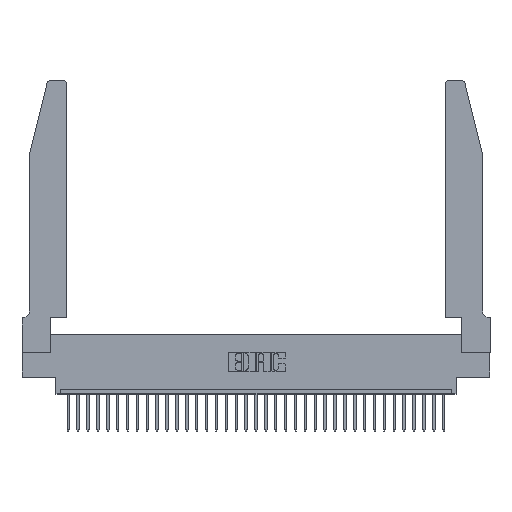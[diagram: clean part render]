
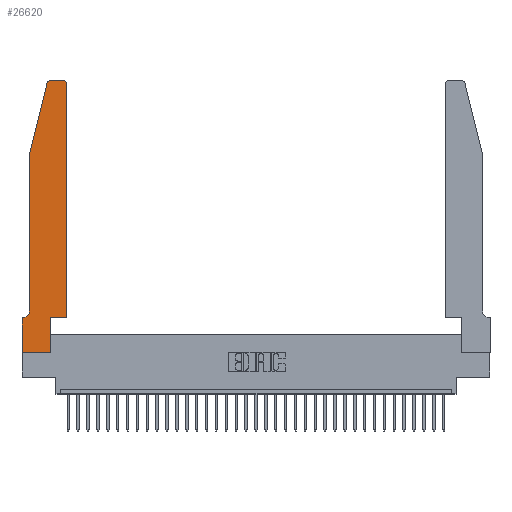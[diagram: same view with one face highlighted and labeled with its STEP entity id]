
A CAD part, top view. The second image highlights one B-rep face of the part: STEP entity #26620.
In plain terms, the highlighted planar face has unit normal (0, 0, 1).
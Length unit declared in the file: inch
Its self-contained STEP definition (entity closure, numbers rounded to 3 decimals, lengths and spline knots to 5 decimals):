
#173 = AXIS2_PLACEMENT_3D ( 'NONE', #966, #30726, #14708 ) ;
#201 = VERTEX_POINT ( 'NONE', #7607 ) ;
#456 = LINE ( 'NONE', #6161, #31465 ) ;
#598 = CARTESIAN_POINT ( 'NONE',  ( 0.0755, 2., 0.37 ) ) ;
#904 = DIRECTION ( 'NONE',  ( 0., 0., -1. ) ) ;
#966 = CARTESIAN_POINT ( 'NONE',  ( 0.4205, 2.72, 0.37 ) ) ;
#1302 = DIRECTION ( 'NONE',  ( 0., 0., 1. ) ) ;
#1627 = ORIENTED_EDGE ( 'NONE', *, *, #12395, .T. ) ;
#2205 = AXIS2_PLACEMENT_3D ( 'NONE', #25099, #1302, #25947 ) ;
#2271 = VERTEX_POINT ( 'NONE', #34256 ) ;
#2454 = EDGE_CURVE ( 'NONE', #19769, #14887, #4591, .T. ) ;
#3317 = DIRECTION ( 'NONE',  ( -1., 0., 0. ) ) ;
#3668 = EDGE_CURVE ( 'NONE', #201, #19769, #18456, .T. ) ;
#3669 = CARTESIAN_POINT ( 'NONE',  ( 0.4205, 2.75, 0.37 ) ) ;
#3706 = CARTESIAN_POINT ( 'NONE',  ( 0., 0.35, 0.37 ) ) ;
#3894 = DIRECTION ( 'NONE',  ( -1., 0., 0. ) ) ;
#3962 = LINE ( 'NONE', #25034, #34127 ) ;
#4591 = CIRCLE ( 'NONE', #33165, 0.07 ) ;
#5080 = LINE ( 'NONE', #22134, #13769 ) ;
#5482 = CARTESIAN_POINT ( 'NONE',  ( 0.0055, 0.35, 0.37 ) ) ;
#6061 = ORIENTED_EDGE ( 'NONE', *, *, #3668, .T. ) ;
#6161 = CARTESIAN_POINT ( 'NONE',  ( 0.0755, 0.35, 0.37 ) ) ;
#6586 = CARTESIAN_POINT ( 'NONE',  ( 0., 0.35, 0.37 ) ) ;
#6759 = CARTESIAN_POINT ( 'NONE',  ( 0.284, 2.75, 0.37 ) ) ;
#7607 = CARTESIAN_POINT ( 'NONE',  ( 0.0755, 2., 0.37 ) ) ;
#8439 = DIRECTION ( 'NONE',  ( 0., 1., 0. ) ) ;
#8575 = ORIENTED_EDGE ( 'NONE', *, *, #28879, .T. ) ;
#9702 = VECTOR ( 'NONE', #30370, 39.37008 ) ;
#10726 = VERTEX_POINT ( 'NONE', #11258 ) ;
#11258 = CARTESIAN_POINT ( 'NONE',  ( 0.2865, 0., 0.37 ) ) ;
#11626 = CARTESIAN_POINT ( 'NONE',  ( 0.4505, 0.35, 0.37 ) ) ;
#11657 = DIRECTION ( 'NONE',  ( 1., 0., 0. ) ) ;
#11947 = VECTOR ( 'NONE', #12963, 39.37008 ) ;
#12149 = VERTEX_POINT ( 'NONE', #3669 ) ;
#12345 = EDGE_CURVE ( 'NONE', #23222, #2271, #5080, .T. ) ;
#12395 = EDGE_CURVE ( 'NONE', #12149, #22054, #22630, .T. ) ;
#12963 = DIRECTION ( 'NONE',  ( 1., 0., 0. ) ) ;
#13193 = LINE ( 'NONE', #31365, #26933 ) ;
#13366 = FACE_OUTER_BOUND ( 'NONE', #21567, .T. ) ;
#13769 = VECTOR ( 'NONE', #22625, 39.37008 ) ;
#14549 = VERTEX_POINT ( 'NONE', #30443 ) ;
#14708 = DIRECTION ( 'NONE',  ( 1., 0., 0. ) ) ;
#14887 = VERTEX_POINT ( 'NONE', #5482 ) ;
#15387 = AXIS2_PLACEMENT_3D ( 'NONE', #3706, #25202, #22666 ) ;
#15666 = CARTESIAN_POINT ( 'NONE',  ( 0.4505, 2.72, 0.37 ) ) ;
#16576 = EDGE_CURVE ( 'NONE', #22054, #27044, #23116, .T. ) ;
#16662 = ORIENTED_EDGE ( 'NONE', *, *, #16576, .T. ) ;
#16681 = VECTOR ( 'NONE', #3894, 39.37008 ) ;
#16736 = CARTESIAN_POINT ( 'NONE',  ( 0.0055, 0.42, 0.37 ) ) ;
#18456 = LINE ( 'NONE', #29567, #21754 ) ;
#18768 = ORIENTED_EDGE ( 'NONE', *, *, #20938, .T. ) ;
#19002 = DIRECTION ( 'NONE',  ( 0., -1., 0. ) ) ;
#19769 = VERTEX_POINT ( 'NONE', #33357 ) ;
#19772 = LINE ( 'NONE', #598, #9702 ) ;
#20938 = EDGE_CURVE ( 'NONE', #10726, #14549, #13193, .T. ) ;
#21454 = ORIENTED_EDGE ( 'NONE', *, *, #31449, .T. ) ;
#21567 = EDGE_LOOP ( 'NONE', ( #1627, #16662, #29088, #6061, #26224, #21454, #30069, #8575, #18768, #32565, #29135, #29071 ) ) ;
#21754 = VECTOR ( 'NONE', #19002, 39.37008 ) ;
#22054 = VERTEX_POINT ( 'NONE', #6759 ) ;
#22134 = CARTESIAN_POINT ( 'NONE',  ( 0., 0., 0.37 ) ) ;
#22307 = CARTESIAN_POINT ( 'NONE',  ( 0.4505, 0.35, 0.37 ) ) ;
#22625 = DIRECTION ( 'NONE',  ( 0., -1., 0. ) ) ;
#22630 = LINE ( 'NONE', #28050, #16681 ) ;
#22666 = DIRECTION ( 'NONE',  ( 1., 0., 0. ) ) ;
#23116 = CIRCLE ( 'NONE', #2205, 0.03 ) ;
#23222 = VERTEX_POINT ( 'NONE', #6586 ) ;
#23499 = EDGE_CURVE ( 'NONE', #25220, #28229, #3962, .T. ) ;
#23526 = CARTESIAN_POINT ( 'NONE',  ( 0., 0., 0.37 ) ) ;
#23928 = EDGE_CURVE ( 'NONE', #14549, #25220, #28566, .T. ) ;
#25034 = CARTESIAN_POINT ( 'NONE',  ( 0.4505, 0.35, 0.37 ) ) ;
#25099 = CARTESIAN_POINT ( 'NONE',  ( 0.284, 2.72, 0.37 ) ) ;
#25202 = DIRECTION ( 'NONE',  ( 0., 0., 1. ) ) ;
#25220 = VERTEX_POINT ( 'NONE', #11626 ) ;
#25236 = VECTOR ( 'NONE', #11657, 39.37008 ) ;
#25476 = CARTESIAN_POINT ( 'NONE',  ( 0.25487, 2.72718, 0.37 ) ) ;
#25947 = DIRECTION ( 'NONE',  ( 1., 0., 0. ) ) ;
#26001 = DIRECTION ( 'NONE',  ( 0., 1., 0. ) ) ;
#26224 = ORIENTED_EDGE ( 'NONE', *, *, #2454, .T. ) ;
#26620 = ADVANCED_FACE ( 'NONE', ( #13366 ), #33073, .T. ) ;
#26933 = VECTOR ( 'NONE', #26001, 39.37008 ) ;
#27044 = VERTEX_POINT ( 'NONE', #25476 ) ;
#28050 = CARTESIAN_POINT ( 'NONE',  ( 0.2605, 2.75, 0.37 ) ) ;
#28229 = VERTEX_POINT ( 'NONE', #15666 ) ;
#28566 = LINE ( 'NONE', #22307, #25236 ) ;
#28689 = EDGE_CURVE ( 'NONE', #28229, #12149, #31654, .T. ) ;
#28879 = EDGE_CURVE ( 'NONE', #2271, #10726, #30328, .T. ) ;
#29071 = ORIENTED_EDGE ( 'NONE', *, *, #28689, .T. ) ;
#29088 = ORIENTED_EDGE ( 'NONE', *, *, #34566, .T. ) ;
#29135 = ORIENTED_EDGE ( 'NONE', *, *, #23499, .T. ) ;
#29567 = CARTESIAN_POINT ( 'NONE',  ( 0.0755, 2., 0.37 ) ) ;
#30069 = ORIENTED_EDGE ( 'NONE', *, *, #12345, .T. ) ;
#30328 = LINE ( 'NONE', #23526, #11947 ) ;
#30370 = DIRECTION ( 'NONE',  ( -0.239, -0.971, 0. ) ) ;
#30443 = CARTESIAN_POINT ( 'NONE',  ( 0.2865, 0.35, 0.37 ) ) ;
#30726 = DIRECTION ( 'NONE',  ( 0., 0., 1. ) ) ;
#31365 = CARTESIAN_POINT ( 'NONE',  ( 0.2865, 0.35, 0.37 ) ) ;
#31449 = EDGE_CURVE ( 'NONE', #14887, #23222, #456, .T. ) ;
#31465 = VECTOR ( 'NONE', #33056, 39.37008 ) ;
#31654 = CIRCLE ( 'NONE', #173, 0.03 ) ;
#32565 = ORIENTED_EDGE ( 'NONE', *, *, #23928, .T. ) ;
#33056 = DIRECTION ( 'NONE',  ( -1., 0., 0. ) ) ;
#33073 = PLANE ( 'NONE',  #15387 ) ;
#33165 = AXIS2_PLACEMENT_3D ( 'NONE', #16736, #904, #3317 ) ;
#33357 = CARTESIAN_POINT ( 'NONE',  ( 0.0755, 0.42, 0.37 ) ) ;
#34127 = VECTOR ( 'NONE', #8439, 39.37008 ) ;
#34256 = CARTESIAN_POINT ( 'NONE',  ( 0., 0., 0.37 ) ) ;
#34566 = EDGE_CURVE ( 'NONE', #27044, #201, #19772, .T. ) ;
